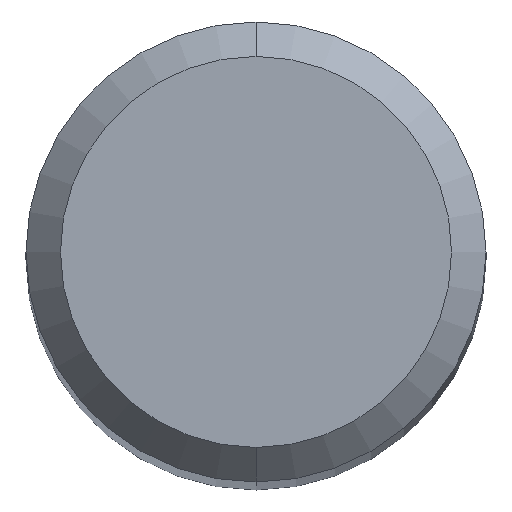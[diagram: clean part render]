
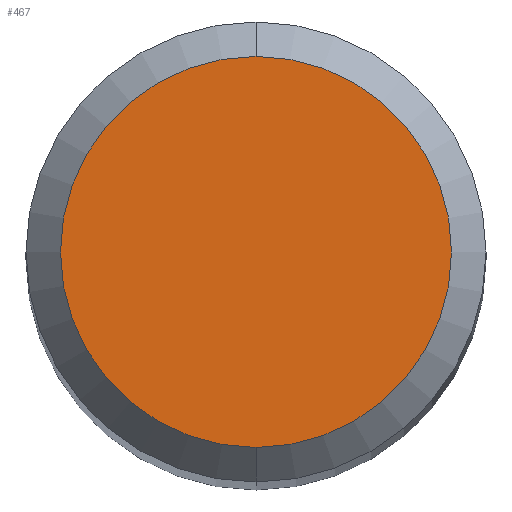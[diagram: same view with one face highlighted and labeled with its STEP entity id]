
A CAD part, top view. The second image highlights one B-rep face of the part: STEP entity #467.
In plain terms, the highlighted planar face has unit normal (0, 0, 1).
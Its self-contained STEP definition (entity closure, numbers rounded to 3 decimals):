
#409=EDGE_CURVE('',#811,#625,#1096,.T.);
#467=ADVANCED_FACE('',(#1160),#1161,.T.);
#625=VERTEX_POINT('',#1335);
#753=EDGE_CURVE('',#625,#811,#1468,.T.);
#811=VERTEX_POINT('',#1531);
#1096=CIRCLE('',#1883,1.7);
#1160=FACE_OUTER_BOUND('',#1998,.T.);
#1161=PLANE('',#1999);
#1335=CARTESIAN_POINT('',(0.,-1.7,0.0));
#1468=CIRCLE('',#3053,1.7);
#1531=CARTESIAN_POINT('',(0.0,1.7,0.0));
#1883=AXIS2_PLACEMENT_3D('',#4327,#4328,#4329);
#1998=EDGE_LOOP('',(#4379,#4380));
#1999=AXIS2_PLACEMENT_3D('',#4381,#4382,#4383);
#3053=AXIS2_PLACEMENT_3D('',#4677,#4678,#4679);
#4327=CARTESIAN_POINT('',(0.0,0.0,0.0));
#4328=DIRECTION('',(0.0,0.0,-1.0));
#4329=DIRECTION('',(0.0,1.0,0.0));
#4379=ORIENTED_EDGE('',*,*,#409,.F.);
#4380=ORIENTED_EDGE('',*,*,#753,.F.);
#4381=CARTESIAN_POINT('',(0.0,0.85,0.0));
#4382=DIRECTION('',(-0.0,0.0,1.0));
#4383=DIRECTION('',(0.0,-1.0,0.0));
#4677=CARTESIAN_POINT('',(0.0,0.0,0.0));
#4678=DIRECTION('',(0.0,0.0,-1.0));
#4679=DIRECTION('',(0.0,1.0,0.0));
